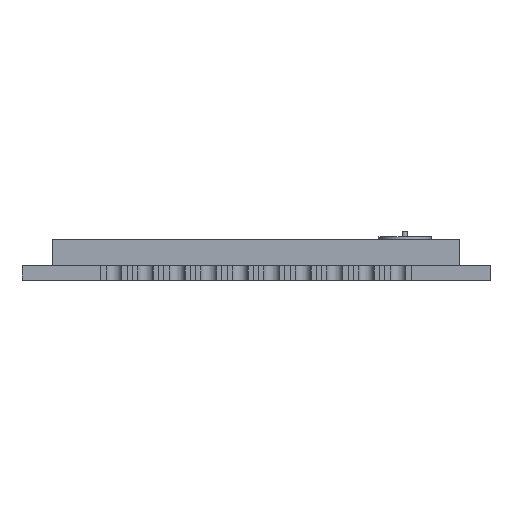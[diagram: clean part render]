
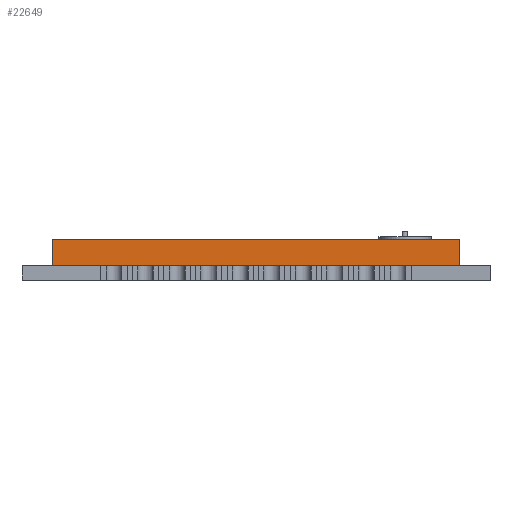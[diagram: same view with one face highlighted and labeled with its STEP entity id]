
A CAD part, front view. The second image highlights one B-rep face of the part: STEP entity #22649.
In plain terms, the highlighted planar face has unit normal (0, -1, 0).
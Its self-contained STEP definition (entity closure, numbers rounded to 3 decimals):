
#779 = VECTOR ( 'NONE', #12389, 1000. ) ;
#962 = DIRECTION ( 'NONE',  ( 0., 1., 0. ) ) ;
#1217 = ORIENTED_EDGE ( 'NONE', *, *, #20446, .T. ) ;
#2352 = VECTOR ( 'NONE', #8811, 1000. ) ;
#2514 = CARTESIAN_POINT ( 'NONE',  ( 7.75, -11.5, 1.54 ) ) ;
#2877 = EDGE_CURVE ( 'NONE', #13489, #7933, #2980, .T. ) ;
#2980 = LINE ( 'NONE', #3217, #779 ) ;
#3217 = CARTESIAN_POINT ( 'NONE',  ( 7.75, -11.5, 1.54 ) ) ;
#3304 = CARTESIAN_POINT ( 'NONE',  ( 7.75, -11.5, 1.54 ) ) ;
#4085 = PLANE ( 'NONE',  #15440 ) ;
#4916 = VECTOR ( 'NONE', #16597, 1000. ) ;
#5013 = DIRECTION ( 'NONE',  ( 1., 0., 0. ) ) ;
#5187 = CARTESIAN_POINT ( 'NONE',  ( 7.75, -11.5, 0.54 ) ) ;
#5635 = CARTESIAN_POINT ( 'NONE',  ( -7.75, -11.5, 1.54 ) ) ;
#7933 = VERTEX_POINT ( 'NONE', #5187 ) ;
#8770 = VERTEX_POINT ( 'NONE', #5635 ) ;
#8811 = DIRECTION ( 'NONE',  ( 1., 0., 0. ) ) ;
#9230 = FACE_OUTER_BOUND ( 'NONE', #11729, .T. ) ;
#10376 = LINE ( 'NONE', #17627, #19089 ) ;
#10875 = LINE ( 'NONE', #18154, #4916 ) ;
#11701 = CARTESIAN_POINT ( 'NONE',  ( 7.75, -11.5, 1.54 ) ) ;
#11729 = EDGE_LOOP ( 'NONE', ( #12582, #19039, #12449, #1217 ) ) ;
#12389 = DIRECTION ( 'NONE',  ( 0., 0., -1. ) ) ;
#12449 = ORIENTED_EDGE ( 'NONE', *, *, #13306, .F. ) ;
#12582 = ORIENTED_EDGE ( 'NONE', *, *, #19391, .T. ) ;
#12731 = LINE ( 'NONE', #3304, #2352 ) ;
#13255 = VERTEX_POINT ( 'NONE', #17621 ) ;
#13306 = EDGE_CURVE ( 'NONE', #8770, #13489, #12731, .T. ) ;
#13489 = VERTEX_POINT ( 'NONE', #11701 ) ;
#15440 = AXIS2_PLACEMENT_3D ( 'NONE', #2514, #962, #19086 ) ;
#16597 = DIRECTION ( 'NONE',  ( 0., 0., -1. ) ) ;
#17621 = CARTESIAN_POINT ( 'NONE',  ( -7.75, -11.5, 0.54 ) ) ;
#17627 = CARTESIAN_POINT ( 'NONE',  ( 7.75, -11.5, 0.54 ) ) ;
#18154 = CARTESIAN_POINT ( 'NONE',  ( -7.75, -11.5, 1.54 ) ) ;
#19039 = ORIENTED_EDGE ( 'NONE', *, *, #2877, .F. ) ;
#19086 = DIRECTION ( 'NONE',  ( 0., 0., 1. ) ) ;
#19089 = VECTOR ( 'NONE', #5013, 1000. ) ;
#19391 = EDGE_CURVE ( 'NONE', #13255, #7933, #10376, .T. ) ;
#20446 = EDGE_CURVE ( 'NONE', #8770, #13255, #10875, .T. ) ;
#22649 = ADVANCED_FACE ( 'NONE', ( #9230 ), #4085, .F. ) ;
